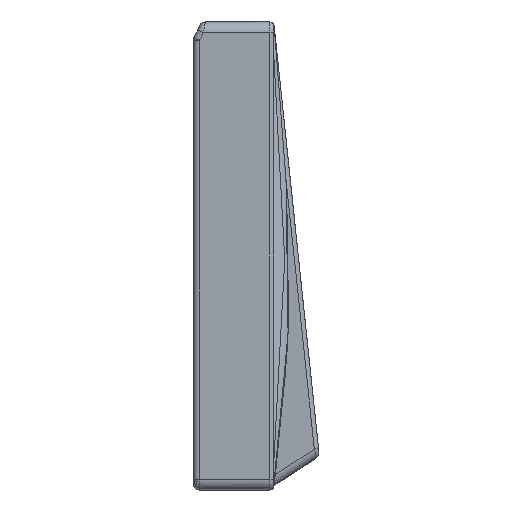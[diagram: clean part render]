
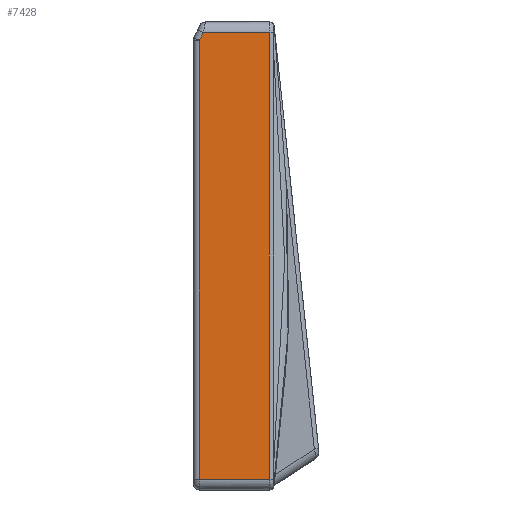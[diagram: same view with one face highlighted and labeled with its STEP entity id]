
A CAD part, left-side view. The second image highlights one B-rep face of the part: STEP entity #7428.
In plain terms, the highlighted planar face has unit normal (-1, 0, 0).
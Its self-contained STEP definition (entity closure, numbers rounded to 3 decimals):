
#144=PLANE('',#7997);
#468=FACE_OUTER_BOUND('',#900,.T.);
#900=EDGE_LOOP('',(#5764,#5765,#5766,#5767,#5768));
#1884=LINE('',#19830,#2418);
#1895=LINE('',#19890,#2429);
#1898=LINE('',#19906,#2432);
#2047=LINE('',#21767,#2581);
#2048=LINE('',#21768,#2582);
#2418=VECTOR('',#8880,1.5);
#2429=VECTOR('',#8921,10.);
#2432=VECTOR('',#8930,1000.);
#2581=VECTOR('',#9335,1000.);
#2582=VECTOR('',#9336,10.);
#3153=VERTEX_POINT('',#19769);
#3162=VERTEX_POINT('',#19822);
#3178=VERTEX_POINT('',#19888);
#3179=VERTEX_POINT('',#19905);
#3387=VERTEX_POINT('',#21766);
#4035=EDGE_CURVE('',#3162,#3153,#1884,.T.);
#4057=EDGE_CURVE('',#3178,#3162,#1895,.T.);
#4061=EDGE_CURVE('',#3179,#3153,#1898,.T.);
#4337=EDGE_CURVE('',#3178,#3387,#2047,.T.);
#4338=EDGE_CURVE('',#3387,#3179,#2048,.T.);
#5764=ORIENTED_EDGE('',*,*,#4035,.F.);
#5765=ORIENTED_EDGE('',*,*,#4057,.F.);
#5766=ORIENTED_EDGE('',*,*,#4337,.T.);
#5767=ORIENTED_EDGE('',*,*,#4338,.T.);
#5768=ORIENTED_EDGE('',*,*,#4061,.T.);
#7428=ADVANCED_FACE('',(#468),#144,.F.);
#7997=AXIS2_PLACEMENT_3D('',#21765,#9333,#9334);
#8880=DIRECTION('',(0.,-0.447,0.894));
#8921=DIRECTION('',(0.,0.,1.));
#8930=DIRECTION('',(0.,1.,0.));
#9333=DIRECTION('center_axis',(1.,0.,0.));
#9334=DIRECTION('ref_axis',(0.,0.,-1.));
#9335=DIRECTION('',(0.,-1.,0.));
#9336=DIRECTION('',(0.,0.,1.));
#19769=CARTESIAN_POINT('',(-147.85,16.573,52.6));
#19822=CARTESIAN_POINT('',(-147.85,17.5,50.746));
#19830=CARTESIAN_POINT('',(-147.85,60.138,-34.531));
#19888=CARTESIAN_POINT('',(-147.85,17.5,-52.6));
#19890=CARTESIAN_POINT('',(-147.85,17.5,-27.55));
#19905=CARTESIAN_POINT('',(-147.85,1.,52.6));
#19906=CARTESIAN_POINT('',(-147.85,19.,52.6));
#21765=CARTESIAN_POINT('Origin',(-147.85,19.,-55.1));
#21766=CARTESIAN_POINT('',(-147.85,1.,-52.6));
#21767=CARTESIAN_POINT('',(-147.85,19.,-52.6));
#21768=CARTESIAN_POINT('',(-147.85,1.,-52.6));
